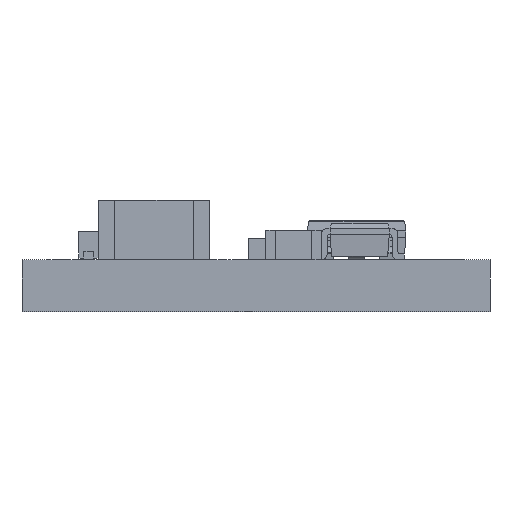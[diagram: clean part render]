
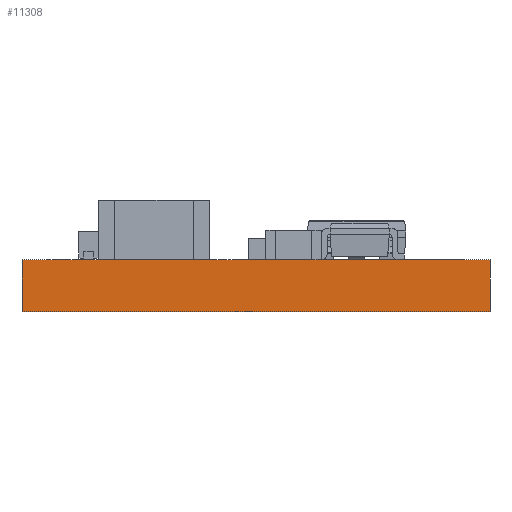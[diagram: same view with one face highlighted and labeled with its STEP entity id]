
A CAD part, front view. The second image highlights one B-rep face of the part: STEP entity #11308.
In plain terms, the highlighted planar face has unit normal (0, -1, 0).
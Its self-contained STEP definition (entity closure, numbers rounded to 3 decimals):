
#2142 = DIRECTION ( 'NONE',  ( 0., 0., -1. ) ) ;
#3804 = VECTOR ( 'NONE', #2142, 1000. ) ;
#6160 = ORIENTED_EDGE ( 'NONE', *, *, #14802, .T. ) ;
#6409 = FACE_OUTER_BOUND ( 'NONE', #35836, .T. ) ;
#7314 = DIRECTION ( 'NONE',  ( 0., 0., 1. ) ) ;
#7443 = VERTEX_POINT ( 'NONE', #10135 ) ;
#8723 = ORIENTED_EDGE ( 'NONE', *, *, #8727, .F. ) ;
#8727 = EDGE_CURVE ( 'NONE', #23957, #17701, #37280, .T. ) ;
#10067 = DIRECTION ( 'NONE',  ( 0., 0., -1. ) ) ;
#10135 = CARTESIAN_POINT ( 'NONE',  ( 14.224, 0., 0. ) ) ;
#10254 = CARTESIAN_POINT ( 'NONE',  ( 0., 0., 0. ) ) ;
#10694 = CARTESIAN_POINT ( 'NONE',  ( 0., 0., 1.575 ) ) ;
#11182 = EDGE_CURVE ( 'NONE', #17701, #7443, #36048, .T. ) ;
#11282 = ORIENTED_EDGE ( 'NONE', *, *, #22751, .T. ) ;
#11308 = ADVANCED_FACE ( 'NONE', ( #6409 ), #18985, .F. ) ;
#12173 = LINE ( 'NONE', #10694, #3804 ) ;
#12654 = CARTESIAN_POINT ( 'NONE',  ( 14.224, 0., 1.575 ) ) ;
#14802 = EDGE_CURVE ( 'NONE', #24079, #7443, #35306, .T. ) ;
#16187 = CARTESIAN_POINT ( 'NONE',  ( 0., 0., 1.575 ) ) ;
#16359 = DIRECTION ( 'NONE',  ( 1., 0., 0. ) ) ;
#17701 = VERTEX_POINT ( 'NONE', #37706 ) ;
#18985 = PLANE ( 'NONE',  #26612 ) ;
#19050 = DIRECTION ( 'NONE',  ( 1., 0., 0. ) ) ;
#22751 = EDGE_CURVE ( 'NONE', #23957, #24079, #12173, .T. ) ;
#23957 = VERTEX_POINT ( 'NONE', #16187 ) ;
#24079 = VERTEX_POINT ( 'NONE', #25687 ) ;
#25687 = CARTESIAN_POINT ( 'NONE',  ( 0., 0., 0. ) ) ;
#26101 = VECTOR ( 'NONE', #19050, 1000. ) ;
#26612 = AXIS2_PLACEMENT_3D ( 'NONE', #30913, #36822, #7314 ) ;
#27179 = VECTOR ( 'NONE', #16359, 1000. ) ;
#28696 = CARTESIAN_POINT ( 'NONE',  ( 0., 0., 1.575 ) ) ;
#30913 = CARTESIAN_POINT ( 'NONE',  ( 0., 0., 1.575 ) ) ;
#31913 = VECTOR ( 'NONE', #10067, 1000. ) ;
#32644 = ORIENTED_EDGE ( 'NONE', *, *, #11182, .F. ) ;
#35306 = LINE ( 'NONE', #10254, #26101 ) ;
#35836 = EDGE_LOOP ( 'NONE', ( #6160, #32644, #8723, #11282 ) ) ;
#36048 = LINE ( 'NONE', #12654, #31913 ) ;
#36822 = DIRECTION ( 'NONE',  ( 0., 1., 0. ) ) ;
#37280 = LINE ( 'NONE', #28696, #27179 ) ;
#37706 = CARTESIAN_POINT ( 'NONE',  ( 14.224, 0., 1.575 ) ) ;
